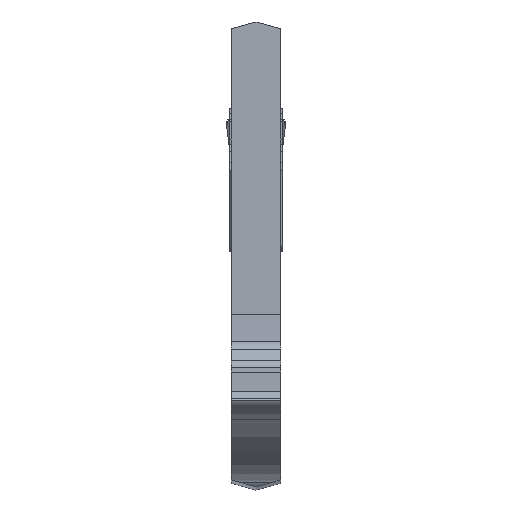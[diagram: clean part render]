
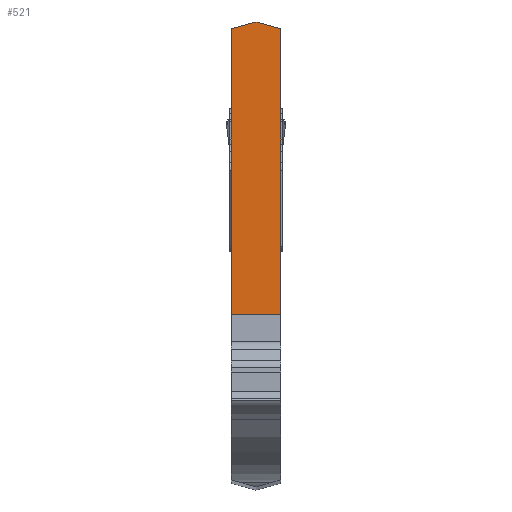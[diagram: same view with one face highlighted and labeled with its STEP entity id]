
A CAD part, top view. The second image highlights one B-rep face of the part: STEP entity #521.
In plain terms, the highlighted planar face has unit normal (0, 0, 1).
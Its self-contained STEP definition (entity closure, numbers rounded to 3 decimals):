
#521=ADVANCED_FACE('',(#682),#591,.T.);
#591=PLANE('',#2849);
#682=FACE_OUTER_BOUND('',#788,.T.);
#788=EDGE_LOOP('',(#1205,#1206,#1207,#1208,#1209));
#1205=ORIENTED_EDGE('',*,*,#1751,.F.);
#1206=ORIENTED_EDGE('',*,*,#1803,.F.);
#1207=ORIENTED_EDGE('',*,*,#1800,.T.);
#1208=ORIENTED_EDGE('',*,*,#1806,.F.);
#1209=ORIENTED_EDGE('',*,*,#1807,.T.);
#1507=VERTEX_POINT('',#4404);
#1508=VERTEX_POINT('',#4406);
#1552=VERTEX_POINT('',#4502);
#1553=VERTEX_POINT('',#4504);
#1555=VERTEX_POINT('',#4516);
#1751=EDGE_CURVE('',#1507,#1508,#2241,.T.);
#1800=EDGE_CURVE('',#1553,#1552,#2270,.T.);
#1803=EDGE_CURVE('',#1553,#1507,#2273,.T.);
#1806=EDGE_CURVE('',#1555,#1552,#2275,.T.);
#1807=EDGE_CURVE('',#1555,#1508,#2276,.T.);
#2241=LINE('',#4405,#2455);
#2270=LINE('',#4503,#2484);
#2273=LINE('',#4509,#2487);
#2275=LINE('',#4515,#2489);
#2276=LINE('',#4517,#2490);
#2455=VECTOR('',#3219,1.);
#2484=VECTOR('',#3296,1.);
#2487=VECTOR('',#3301,1.);
#2489=VECTOR('',#3311,1.);
#2490=VECTOR('',#3312,1.);
#2849=AXIS2_PLACEMENT_3D('',#4518,#3313,#3314);
#3219=DIRECTION('',(0.966,-0.259,0.));
#3296=DIRECTION('',(0.,-1.,0.));
#3301=DIRECTION('',(0.966,0.259,0.));
#3311=DIRECTION('',(-1.,0.,0.));
#3312=DIRECTION('',(0.,1.,0.));
#3313=DIRECTION('',(0.,0.,1.));
#3314=DIRECTION('',(0.,-1.,0.));
#4404=CARTESIAN_POINT('',(-1.675,31.55,0.));
#4405=CARTESIAN_POINT('',(-1.675,31.55,0.));
#4406=CARTESIAN_POINT('',(0.,31.101,0.));
#4502=CARTESIAN_POINT('',(-3.35,11.951,0.));
#4503=CARTESIAN_POINT('',(-3.35,31.101,0.));
#4504=CARTESIAN_POINT('',(-3.35,31.101,0.));
#4509=CARTESIAN_POINT('',(-3.35,31.101,0.));
#4515=CARTESIAN_POINT('',(0.,11.951,0.));
#4516=CARTESIAN_POINT('',(0.,11.951,0.));
#4517=CARTESIAN_POINT('',(0.,11.951,0.));
#4518=CARTESIAN_POINT('',(-1.675,21.75,0.));
